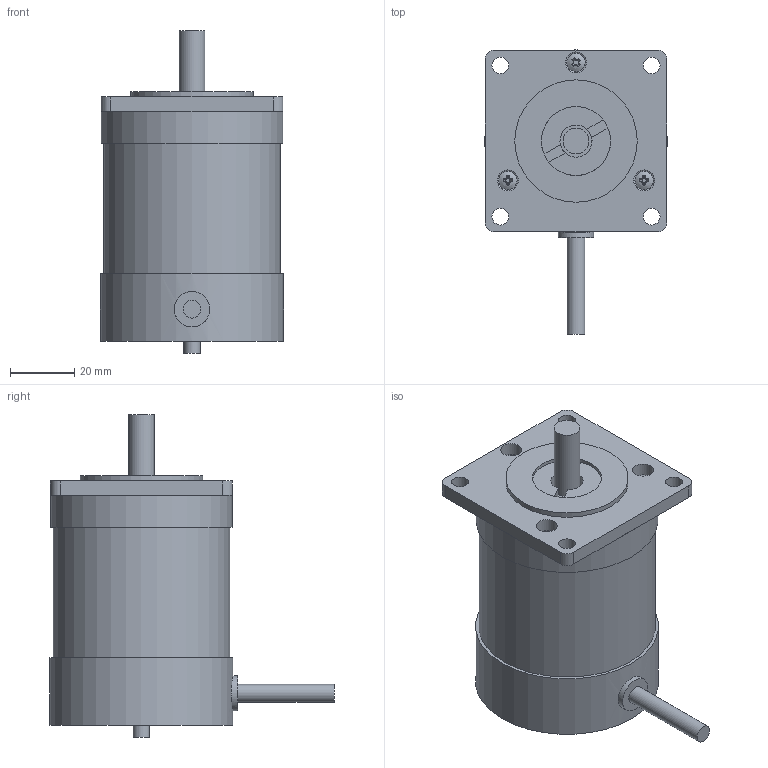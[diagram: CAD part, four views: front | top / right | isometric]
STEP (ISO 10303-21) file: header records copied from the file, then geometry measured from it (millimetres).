
FILE_DESCRIPTION(/* description */ (''),/* implementation_level */ '2;1');
FILE_NAME(/* name */ 'DB59L024035-B.stp',/* time_stamp */ '2016-12-08T13:33:00+01:00',/* author */ ('schneid_cad'),/* organization */ (''),/* preprocessor_version */ 'ST-DEVELOPER v16.5',/* originating_system */ 'Autodesk Inventor 2017',/* authorisation */ '');
FILE_SCHEMA (('AUTOMOTIVE_DESIGN { 1 0 10303 214 3 1 1 }'));
Length unit declared in the file: millimetre
Products named in the file (1): DB59L024035-B
Bounding box: 57 x 88.5 x 100.4 mm (x, y, z)
Volume: 192471.8 mm3; surface area: 37288.1 mm2
Topology: 9 solids, 9 shells, 180 faces, 443 edges, 287 vertices
Faces by surface type: plane 88, cone 50, cylinder 36, sphere 3, torus 3
Full cylindrical faces by diameter (mm): 2.013 x2, 2.75 x3, 3 x3, 3.4 x3, 5 x1, 5.2 x4, 5.5 x1, 6.35 x1, 6.5 x3, 8 x2, 8.5 x1, 10 x1, 11 x1, 21.5 x2, 38.1 x1, 55 x1, 56.6 x1, 57 x1
Entity records: 5145 total; most frequent: CARTESIAN_POINT 992, DIRECTION 882, ORIENTED_EDGE 762, EDGE_CURVE 381, AXIS2_PLACEMENT_3D 369, VERTEX_POINT 277, EDGE_LOOP 260, FACE_OUTER_BOUND 180
